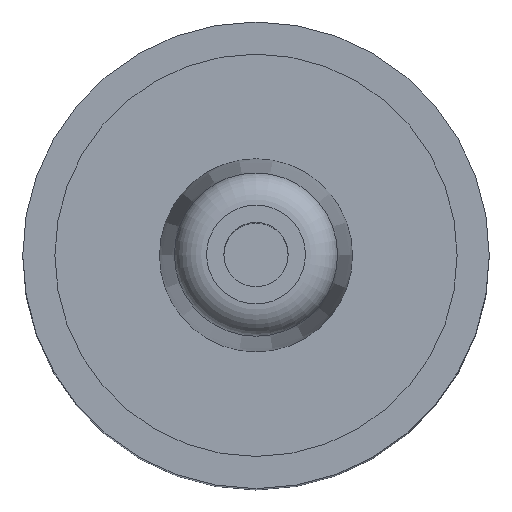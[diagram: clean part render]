
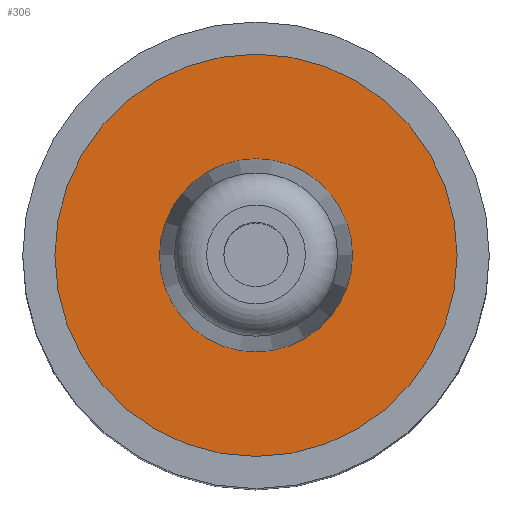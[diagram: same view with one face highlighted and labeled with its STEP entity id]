
A CAD part, top view. The second image highlights one B-rep face of the part: STEP entity #306.
In plain terms, the highlighted planar face has unit normal (0, 0, 1).
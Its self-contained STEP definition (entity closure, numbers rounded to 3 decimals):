
#66=FACE_BOUND('',#129,.T.);
#76=PLANE('',#370);
#99=FACE_OUTER_BOUND('',#128,.T.);
#128=EDGE_LOOP('',(#279));
#129=EDGE_LOOP('',(#280));
#152=CIRCLE('',#364,3.);
#155=CIRCLE('',#369,6.25);
#174=VERTEX_POINT('',#554);
#177=VERTEX_POINT('',#564);
#207=EDGE_CURVE('',#174,#174,#152,.T.);
#212=EDGE_CURVE('',#177,#177,#155,.T.);
#279=ORIENTED_EDGE('',*,*,#212,.T.);
#280=ORIENTED_EDGE('',*,*,#207,.T.);
#306=ADVANCED_FACE('',(#99,#66),#76,.T.);
#364=AXIS2_PLACEMENT_3D('',#556,#465,#466);
#369=AXIS2_PLACEMENT_3D('',#566,#477,#478);
#370=AXIS2_PLACEMENT_3D('',#567,#479,#480);
#465=DIRECTION('center_axis',(0.,0.,-1.));
#466=DIRECTION('ref_axis',(-1.,0.,0.));
#477=DIRECTION('center_axis',(0.,0.,1.));
#478=DIRECTION('ref_axis',(-1.,0.,0.));
#479=DIRECTION('center_axis',(0.,0.,1.));
#480=DIRECTION('ref_axis',(-1.,0.,0.));
#554=CARTESIAN_POINT('',(3.,0.,24.5));
#556=CARTESIAN_POINT('Origin',(0.,0.,24.5));
#564=CARTESIAN_POINT('',(6.25,0.,24.5));
#566=CARTESIAN_POINT('Origin',(0.,0.,24.5));
#567=CARTESIAN_POINT('Origin',(0.,0.,24.5));
